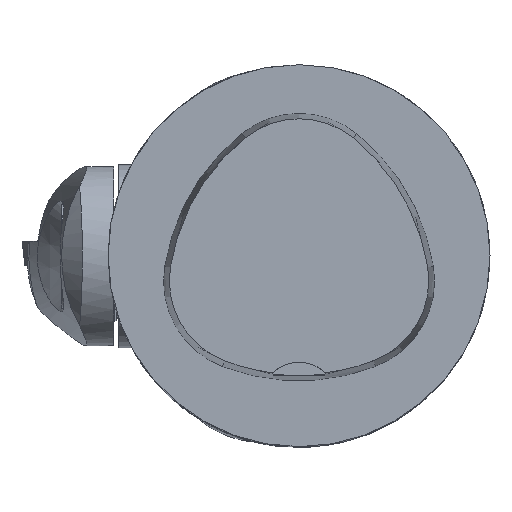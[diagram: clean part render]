
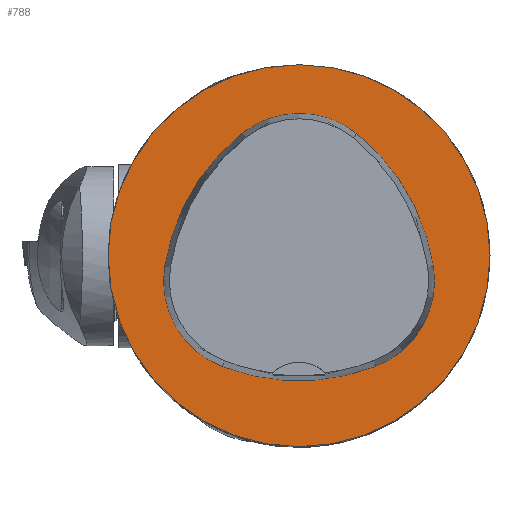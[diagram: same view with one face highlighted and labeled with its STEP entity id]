
A CAD part, top view. The second image highlights one B-rep face of the part: STEP entity #788.
In plain terms, the highlighted planar face has unit normal (0, 0, 1).
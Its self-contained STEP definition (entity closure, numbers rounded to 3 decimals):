
#671=FACE_BOUND('',#1834,.T.);
#672=FACE_BOUND('',#1835,.T.);
#788=ADVANCED_FACE('',(#671,#672),#1164,.T.);
#1164=PLANE('',#7033);
#1834=EDGE_LOOP('',(#2361,#2362,#2363,#2364,#2365,#2366));
#1835=EDGE_LOOP('',(#2367));
#2361=ORIENTED_EDGE('',*,*,#4918,.T.);
#2362=ORIENTED_EDGE('',*,*,#4898,.T.);
#2363=ORIENTED_EDGE('',*,*,#4902,.T.);
#2364=ORIENTED_EDGE('',*,*,#4905,.T.);
#2365=ORIENTED_EDGE('',*,*,#4908,.T.);
#2366=ORIENTED_EDGE('',*,*,#4916,.T.);
#2367=ORIENTED_EDGE('',*,*,#4867,.F.);
#4207=VERTEX_POINT('',#9475);
#4238=VERTEX_POINT('',#9629);
#4239=VERTEX_POINT('',#9630);
#4242=VERTEX_POINT('',#9638);
#4244=VERTEX_POINT('',#9644);
#4246=VERTEX_POINT('',#9650);
#4253=VERTEX_POINT('',#9671);
#4867=EDGE_CURVE('',#4207,#4207,#5807,.T.);
#4898=EDGE_CURVE('',#4238,#4239,#5810,.T.);
#4902=EDGE_CURVE('',#4239,#4242,#5812,.T.);
#4905=EDGE_CURVE('',#4242,#4244,#5814,.T.);
#4908=EDGE_CURVE('',#4244,#4246,#5816,.T.);
#4916=EDGE_CURVE('',#4246,#4253,#5820,.T.);
#4918=EDGE_CURVE('',#4253,#4238,#5822,.T.);
#5807=CIRCLE('',#6994,25.);
#5810=CIRCLE('',#7011,28.);
#5812=CIRCLE('',#7014,12.);
#5814=CIRCLE('',#7017,28.);
#5816=CIRCLE('',#7020,12.);
#5820=CIRCLE('',#7025,28.);
#5822=CIRCLE('',#7028,12.);
#6994=AXIS2_PLACEMENT_3D('',#9474,#7704,#7705);
#7011=AXIS2_PLACEMENT_3D('',#9628,#7750,#7751);
#7014=AXIS2_PLACEMENT_3D('',#9637,#7758,#7759);
#7017=AXIS2_PLACEMENT_3D('',#9643,#7765,#7766);
#7020=AXIS2_PLACEMENT_3D('',#9649,#7772,#7773);
#7025=AXIS2_PLACEMENT_3D('',#9672,#7784,#7785);
#7028=AXIS2_PLACEMENT_3D('',#9675,#7790,#7791);
#7033=AXIS2_PLACEMENT_3D('',#9680,#7800,#7801);
#7704=DIRECTION('',(0.,0.,-1.));
#7705=DIRECTION('',(-1.,0.,0.));
#7750=DIRECTION('',(0.,0.,-1.));
#7751=DIRECTION('',(-1.,0.,0.));
#7758=DIRECTION('',(0.,0.,-1.));
#7759=DIRECTION('',(-1.,0.,0.));
#7765=DIRECTION('',(0.,0.,-1.));
#7766=DIRECTION('',(-1.,0.,0.));
#7772=DIRECTION('',(0.,0.,-1.));
#7773=DIRECTION('',(-1.,0.,0.));
#7784=DIRECTION('',(0.,0.,-1.));
#7785=DIRECTION('',(-1.,0.,0.));
#7790=DIRECTION('',(0.,0.,-1.));
#7791=DIRECTION('',(-1.,0.,0.));
#7800=DIRECTION('',(0.,0.,1.));
#7801=DIRECTION('',(1.,0.,0.));
#9474=CARTESIAN_POINT('',(0.,0.,0.));
#9475=CARTESIAN_POINT('',(-25.,0.,0.));
#9628=CARTESIAN_POINT('',(10.068,-5.824,0.));
#9629=CARTESIAN_POINT('',(-17.584,-1.424,0.));
#9630=CARTESIAN_POINT('',(-7.531,15.953,0.));
#9637=CARTESIAN_POINT('',(0.011,6.62,0.));
#9638=CARTESIAN_POINT('',(7.567,15.942,0.));
#9643=CARTESIAN_POINT('',(-10.063,-5.81,0.));
#9644=CARTESIAN_POINT('',(17.59,-1.418,0.));
#9649=CARTESIAN_POINT('',(5.739,-3.3,0.));
#9650=CARTESIAN_POINT('',(10.05,-14.499,0.));
#9671=CARTESIAN_POINT('',(-10.025,-14.516,0.));
#9672=CARTESIAN_POINT('',(-0.01,11.631,0.));
#9675=CARTESIAN_POINT('',(-5.733,-3.31,0.));
#9680=CARTESIAN_POINT('',(0.,0.,0.));
